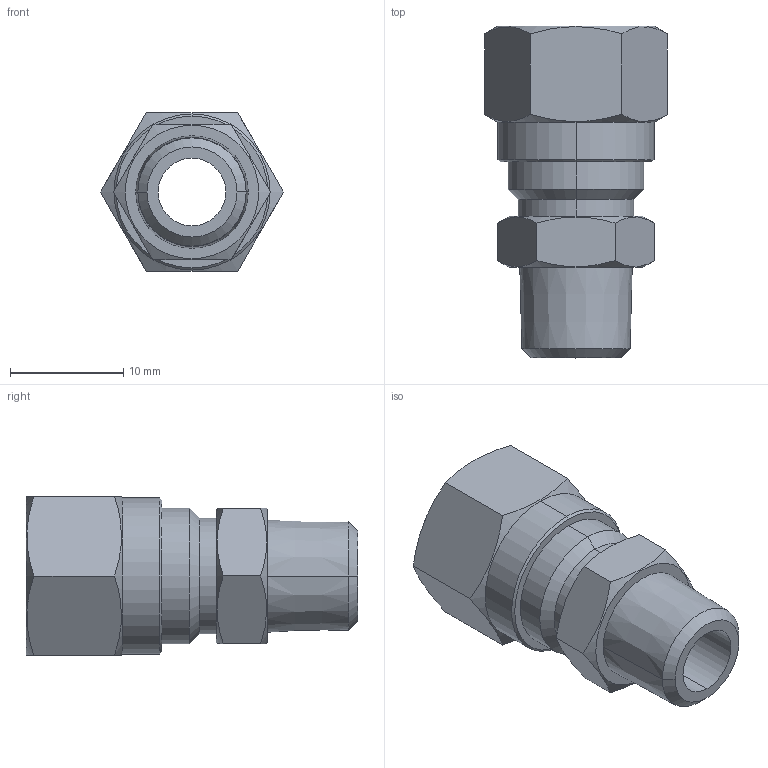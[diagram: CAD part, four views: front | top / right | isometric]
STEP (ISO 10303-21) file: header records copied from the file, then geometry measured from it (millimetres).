
FILE_DESCRIPTION (( 'STEP AP203' ), '1' );
FILE_NAME ('03010041.STEP', '2011-10-27T12:40:04', ( '' ), ( 'sopra-pneumatic' ), 'SwSTEP 2.0', 'SolidWorks 2011', '' );
FILE_SCHEMA (( 'CONFIG_CONTROL_DESIGN' ));
Length unit declared in the file: millimetre
Products named in the file (1): 03010041
Bounding box: 16.17 x 29.32 x 14 mm (x, y, z)
Volume: 2421.6 mm3; surface area: 2096.1 mm2
Topology: 1 solids, 1 shells, 46 faces, 108 edges, 68 vertices
Faces by surface type: cone 18, plane 18, cylinder 10
Entity records: 1569 total; most frequent: CARTESIAN_POINT 463, ORIENTED_EDGE 216, DIRECTION 206, EDGE_CURVE 108, AXIS2_PLACEMENT_3D 83, VERTEX_POINT 68, EDGE_LOOP 52, ADVANCED_FACE 46
